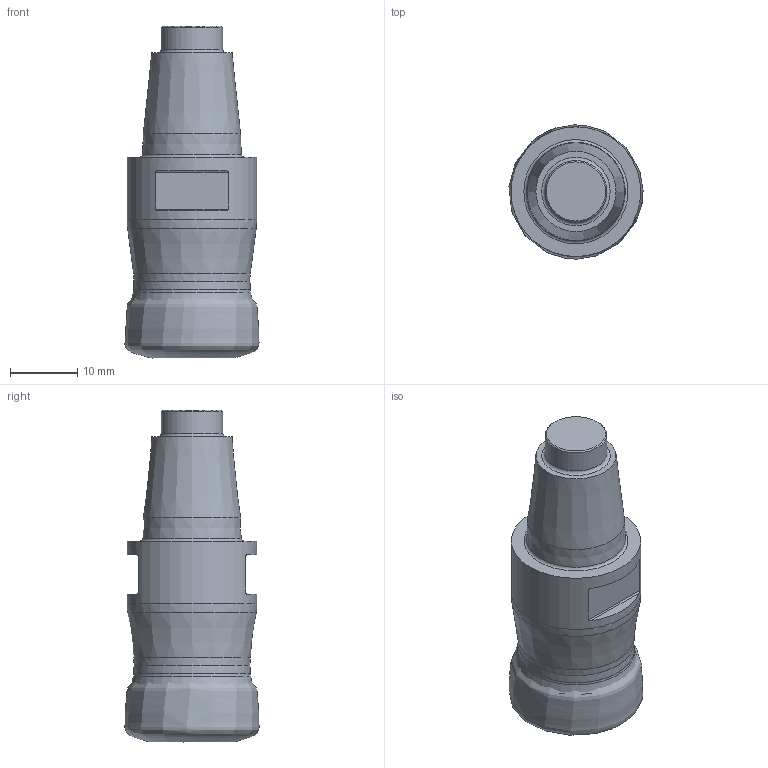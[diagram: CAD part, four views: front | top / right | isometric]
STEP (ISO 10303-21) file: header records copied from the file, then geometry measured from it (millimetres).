
FILE_DESCRIPTION(/* description */ (''),/* implementation_level */ '2;1');
FILE_NAME(/* name */ 'toolassembly_1.stp',/* time_stamp */ '2021-07-05T09:56:24+02:00',/* author */ (''),/* organization */ ('SMS'),/* preprocessor_version */ 'ST-DEVELOPER v16.7',/* originating_system */ 'SIEMENS PLM Software NX 12.0',/* authorisation */ '');
FILE_SCHEMA (('AUTOMOTIVE_DESIGN { 1 0 10303 214 3 1 1 1 }'));
Length unit declared in the file: millimetre
Products named in the file (4): CUT_20210705095537; NOCUT_20210705095511; ASSEMBLY_CONSTRUCTION; TOOLASSEMBLY_1
Assembly tree (3 placements, depth 2):
  TOOLASSEMBLY_1
    ASSEMBLY_CONSTRUCTION
    NOCUT_20210705095511
    CUT_20210705095537
Bounding box: 19.97 x 19.99 x 49.41 mm (x, y, z)
Volume: 12391 mm3; surface area: 4105.6 mm2
Topology: 2 solids, 2 shells, 37 faces, 80 edges, 57 vertices
Faces by surface type: plane 11, cone 9, torus 7, cylinder 6, bspline 4
Full cylindrical faces by diameter (mm): 9.2 x1, 19.3 x1
Entity records: 6036 total; most frequent: CARTESIAN_POINT 5192, DIRECTION 156, ORIENTED_EDGE 98, AXIS2_PLACEMENT_3D 72, EDGE_LOOP 62, FACE_BOUND 51, EDGE_CURVE 49, VERTEX_POINT 42
